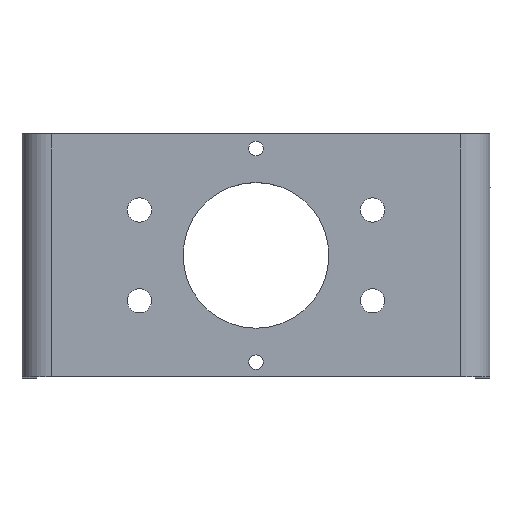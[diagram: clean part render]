
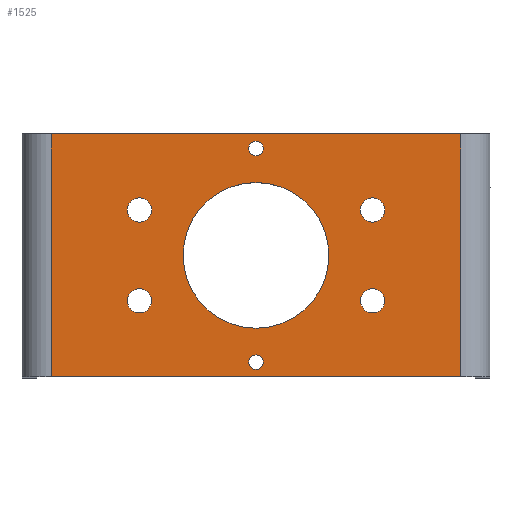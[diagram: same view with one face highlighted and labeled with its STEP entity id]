
A CAD part, top view. The second image highlights one B-rep face of the part: STEP entity #1525.
In plain terms, the highlighted planar face has unit normal (0, 0, 1).
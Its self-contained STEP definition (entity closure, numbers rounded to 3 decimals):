
#44=FACE_BOUND('',#338,.T.);
#45=FACE_BOUND('',#339,.T.);
#46=FACE_BOUND('',#340,.T.);
#47=FACE_BOUND('',#341,.T.);
#48=FACE_BOUND('',#342,.T.);
#49=FACE_BOUND('',#343,.T.);
#50=FACE_BOUND('',#344,.T.);
#85=PLANE('',#1654);
#229=FACE_OUTER_BOUND('',#337,.T.);
#337=EDGE_LOOP('',(#1337,#1338,#1339,#1340));
#338=EDGE_LOOP('',(#1341));
#339=EDGE_LOOP('',(#1342));
#340=EDGE_LOOP('',(#1343));
#341=EDGE_LOOP('',(#1344));
#342=EDGE_LOOP('',(#1345));
#343=EDGE_LOOP('',(#1346));
#344=EDGE_LOOP('',(#1347));
#440=LINE('',#2773,#533);
#448=LINE('',#2797,#541);
#450=LINE('',#2804,#543);
#455=LINE('',#2816,#548);
#533=VECTOR('',#1910,10.);
#541=VECTOR('',#1938,10.);
#543=VECTOR('',#1946,4.32);
#548=VECTOR('',#1961,10.);
#590=CIRCLE('',#1590,1.5);
#592=CIRCLE('',#1593,15.);
#594=CIRCLE('',#1596,2.5);
#596=CIRCLE('',#1599,1.5);
#598=CIRCLE('',#1602,2.5);
#600=CIRCLE('',#1605,2.5);
#602=CIRCLE('',#1608,2.5);
#664=VERTEX_POINT('',#2110);
#666=VERTEX_POINT('',#2116);
#668=VERTEX_POINT('',#2122);
#670=VERTEX_POINT('',#2128);
#672=VERTEX_POINT('',#2134);
#674=VERTEX_POINT('',#2140);
#676=VERTEX_POINT('',#2146);
#747=VERTEX_POINT('',#2770);
#748=VERTEX_POINT('',#2772);
#753=VERTEX_POINT('',#2795);
#754=VERTEX_POINT('',#2796);
#815=EDGE_CURVE('',#664,#664,#590,.T.);
#818=EDGE_CURVE('',#666,#666,#592,.T.);
#821=EDGE_CURVE('',#668,#668,#594,.T.);
#824=EDGE_CURVE('',#670,#670,#596,.T.);
#827=EDGE_CURVE('',#672,#672,#598,.T.);
#830=EDGE_CURVE('',#674,#674,#600,.T.);
#833=EDGE_CURVE('',#676,#676,#602,.T.);
#939=EDGE_CURVE('',#748,#747,#440,.T.);
#950=EDGE_CURVE('',#753,#754,#448,.T.);
#954=EDGE_CURVE('',#754,#748,#450,.T.);
#961=EDGE_CURVE('',#747,#753,#455,.T.);
#1337=ORIENTED_EDGE('',*,*,#939,.T.);
#1338=ORIENTED_EDGE('',*,*,#961,.T.);
#1339=ORIENTED_EDGE('',*,*,#950,.T.);
#1340=ORIENTED_EDGE('',*,*,#954,.T.);
#1341=ORIENTED_EDGE('',*,*,#815,.T.);
#1342=ORIENTED_EDGE('',*,*,#818,.T.);
#1343=ORIENTED_EDGE('',*,*,#821,.T.);
#1344=ORIENTED_EDGE('',*,*,#824,.T.);
#1345=ORIENTED_EDGE('',*,*,#827,.T.);
#1346=ORIENTED_EDGE('',*,*,#830,.T.);
#1347=ORIENTED_EDGE('',*,*,#833,.T.);
#1525=ADVANCED_FACE('',(#229,#44,#45,#46,#47,#48,#49,#50),#85,.T.);
#1590=AXIS2_PLACEMENT_3D('',#2112,#1772,#1773);
#1593=AXIS2_PLACEMENT_3D('',#2118,#1779,#1780);
#1596=AXIS2_PLACEMENT_3D('',#2124,#1786,#1787);
#1599=AXIS2_PLACEMENT_3D('',#2130,#1793,#1794);
#1602=AXIS2_PLACEMENT_3D('',#2136,#1800,#1801);
#1605=AXIS2_PLACEMENT_3D('',#2142,#1807,#1808);
#1608=AXIS2_PLACEMENT_3D('',#2148,#1814,#1815);
#1654=AXIS2_PLACEMENT_3D('',#2819,#1965,#1966);
#1772=DIRECTION('center_axis',(0.,0.,
-1.));
#1773=DIRECTION('ref_axis',(1.,0.,0.));
#1779=DIRECTION('center_axis',(0.,0.,
-1.));
#1780=DIRECTION('ref_axis',(1.,0.,0.));
#1786=DIRECTION('center_axis',(0.,0.,
-1.));
#1787=DIRECTION('ref_axis',(1.,0.,0.));
#1793=DIRECTION('center_axis',(0.,0.,
-1.));
#1794=DIRECTION('ref_axis',(1.,0.,0.));
#1800=DIRECTION('center_axis',(0.,0.,
-1.));
#1801=DIRECTION('ref_axis',(1.,0.,0.));
#1807=DIRECTION('center_axis',(0.,0.,
-1.));
#1808=DIRECTION('ref_axis',(1.,0.,0.));
#1814=DIRECTION('center_axis',(0.,0.,
-1.));
#1815=DIRECTION('ref_axis',(1.,0.,0.));
#1910=DIRECTION('',(0.,1.,0.));
#1938=DIRECTION('',(0.,-1.,0.));
#1946=DIRECTION('',(1.,0.,0.));
#1961=DIRECTION('',(-1.,0.,0.));
#1965=DIRECTION('center_axis',(0.,0.,
1.));
#1966=DIRECTION('ref_axis',(1.,0.,0.));
#2110=CARTESIAN_POINT('',(-1.5,-22.,156.384));
#2112=CARTESIAN_POINT('Origin',(0.,-22.,
156.384));
#2116=CARTESIAN_POINT('',(-15.,0.,156.384));
#2118=CARTESIAN_POINT('Origin',(0.,0.,
156.384));
#2122=CARTESIAN_POINT('',(-26.5,-9.343,156.384));
#2124=CARTESIAN_POINT('Origin',(-24.,-9.343,156.384));
#2128=CARTESIAN_POINT('',(-1.5,22.,156.384));
#2130=CARTESIAN_POINT('Origin',(0.,22.,156.384));
#2134=CARTESIAN_POINT('',(21.5,9.343,156.384));
#2136=CARTESIAN_POINT('Origin',(24.,9.343,156.384));
#2140=CARTESIAN_POINT('',(21.5,-9.343,156.384));
#2142=CARTESIAN_POINT('Origin',(24.,-9.343,156.384));
#2146=CARTESIAN_POINT('',(-26.5,9.343,156.384));
#2148=CARTESIAN_POINT('Origin',(-24.,9.343,156.384));
#2770=CARTESIAN_POINT('',(42.172,25.,156.384));
#2772=CARTESIAN_POINT('',(42.172,-25.,156.384));
#2773=CARTESIAN_POINT('',(42.172,12.5,156.384));
#2795=CARTESIAN_POINT('',(-42.172,25.,156.384));
#2796=CARTESIAN_POINT('',(-42.172,-25.,156.384));
#2797=CARTESIAN_POINT('',(-42.172,0.,156.384));
#2804=CARTESIAN_POINT('',(-55.744,-25.,156.384));
#2816=CARTESIAN_POINT('',(-42.172,25.,156.384));
#2819=CARTESIAN_POINT('Origin',(-1.893,0.,
156.384));
